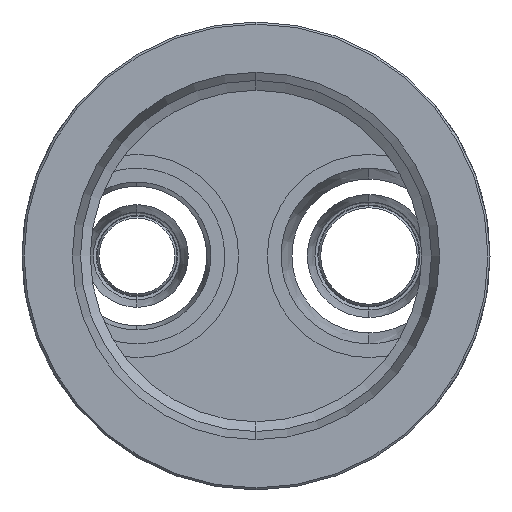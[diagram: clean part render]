
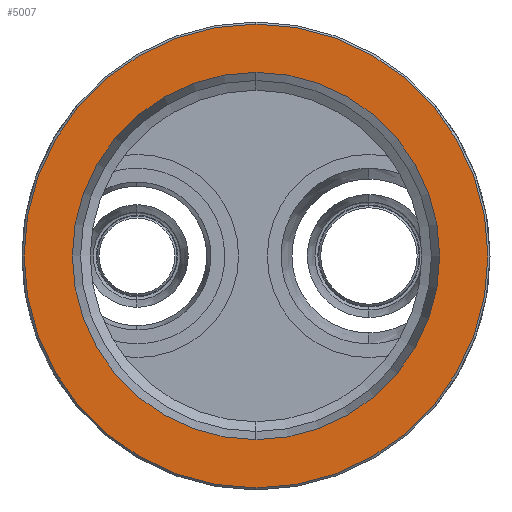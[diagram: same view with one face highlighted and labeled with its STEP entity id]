
A CAD part, left-side view. The second image highlights one B-rep face of the part: STEP entity #5007.
In plain terms, the highlighted planar face has unit normal (-1, 0, 0).
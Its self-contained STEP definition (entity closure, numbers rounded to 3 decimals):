
#290 = DIRECTION ( 'NONE',  ( 0., 0., -1. ) ) ;
#400 = CIRCLE ( 'NONE', #1738, 8.95 ) ;
#445 = EDGE_CURVE ( 'NONE', #471, #1565, #903, .T. ) ;
#471 = VERTEX_POINT ( 'NONE', #775 ) ;
#592 = CARTESIAN_POINT ( 'NONE',  ( 0., 0., -11.3 ) ) ;
#654 = PLANE ( 'NONE',  #1873 ) ;
#775 = CARTESIAN_POINT ( 'NONE',  ( 0., 0., 11.3 ) ) ;
#903 = CIRCLE ( 'NONE', #2791, 11.3 ) ;
#1064 = CARTESIAN_POINT ( 'NONE',  ( 0., 0., 0. ) ) ;
#1131 = CARTESIAN_POINT ( 'NONE',  ( 0., 0., 0. ) ) ;
#1138 = ORIENTED_EDGE ( 'NONE', *, *, #5106, .F. ) ;
#1139 = FACE_BOUND ( 'NONE', #4820, .T. ) ;
#1540 = DIRECTION ( 'NONE',  ( 0., 0., -1. ) ) ;
#1565 = VERTEX_POINT ( 'NONE', #592 ) ;
#1738 = AXIS2_PLACEMENT_3D ( 'NONE', #2993, #2973, #2960 ) ;
#1778 = DIRECTION ( 'NONE',  ( 0., 0., 1. ) ) ;
#1788 = DIRECTION ( 'NONE',  ( -1., 0., 0. ) ) ;
#1793 = CARTESIAN_POINT ( 'NONE',  ( 0., 0., 0. ) ) ;
#1873 = AXIS2_PLACEMENT_3D ( 'NONE', #1064, #5107, #2674 ) ;
#1882 = VERTEX_POINT ( 'NONE', #3876 ) ;
#1996 = ORIENTED_EDGE ( 'NONE', *, *, #2456, .F. ) ;
#2013 = EDGE_CURVE ( 'NONE', #3855, #1882, #4710, .T. ) ;
#2062 = FACE_OUTER_BOUND ( 'NONE', #3137, .T. ) ;
#2456 = EDGE_CURVE ( 'NONE', #1882, #3855, #400, .T. ) ;
#2673 = AXIS2_PLACEMENT_3D ( 'NONE', #1131, #3974, #1540 ) ;
#2674 = DIRECTION ( 'NONE',  ( 0., 0., -1. ) ) ;
#2714 = DIRECTION ( 'NONE',  ( 1., 0., 0. ) ) ;
#2791 = AXIS2_PLACEMENT_3D ( 'NONE', #5145, #2714, #290 ) ;
#2960 = DIRECTION ( 'NONE',  ( 0., 0., 1. ) ) ;
#2973 = DIRECTION ( 'NONE',  ( -1., 0., 0. ) ) ;
#2993 = CARTESIAN_POINT ( 'NONE',  ( 0., 0., 0. ) ) ;
#3007 = AXIS2_PLACEMENT_3D ( 'NONE', #1793, #1788, #1778 ) ;
#3137 = EDGE_LOOP ( 'NONE', ( #1138, #3782 ) ) ;
#3782 = ORIENTED_EDGE ( 'NONE', *, *, #445, .F. ) ;
#3855 = VERTEX_POINT ( 'NONE', #4390 ) ;
#3876 = CARTESIAN_POINT ( 'NONE',  ( 0., 0., 8.95 ) ) ;
#3974 = DIRECTION ( 'NONE',  ( 1., 0., 0. ) ) ;
#4374 = CIRCLE ( 'NONE', #2673, 11.3 ) ;
#4390 = CARTESIAN_POINT ( 'NONE',  ( 0., 0., -8.95 ) ) ;
#4575 = ORIENTED_EDGE ( 'NONE', *, *, #2013, .F. ) ;
#4710 = CIRCLE ( 'NONE', #3007, 8.95 ) ;
#4820 = EDGE_LOOP ( 'NONE', ( #1996, #4575 ) ) ;
#5007 = ADVANCED_FACE ( 'NONE', ( #1139, #2062 ), #654, .F. ) ;
#5106 = EDGE_CURVE ( 'NONE', #1565, #471, #4374, .T. ) ;
#5107 = DIRECTION ( 'NONE',  ( 1., 0., 0. ) ) ;
#5145 = CARTESIAN_POINT ( 'NONE',  ( 0., 0., 0. ) ) ;
